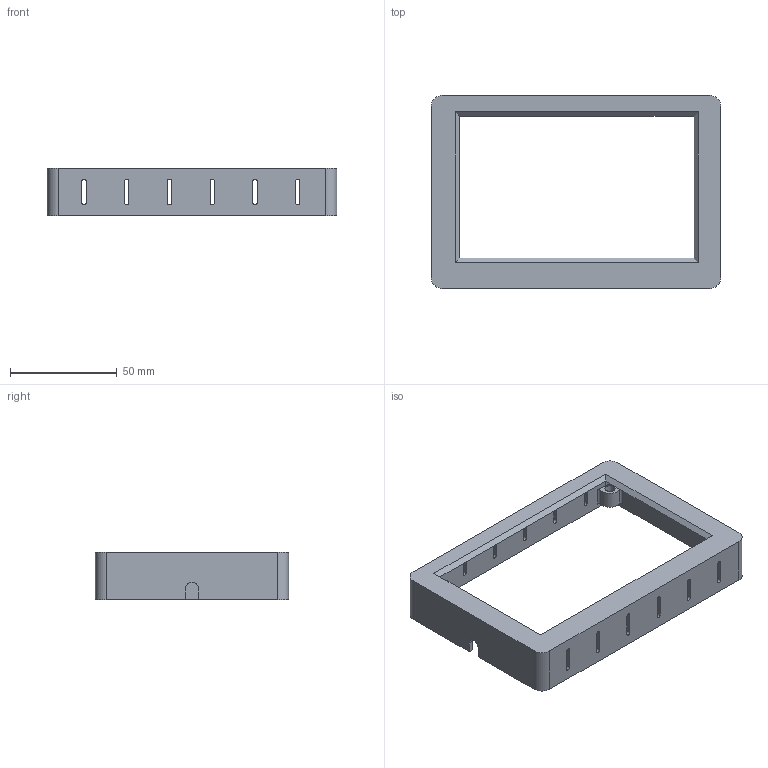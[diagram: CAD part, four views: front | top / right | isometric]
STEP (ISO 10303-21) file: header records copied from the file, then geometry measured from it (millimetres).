
FILE_DESCRIPTION (( 'STEP AP203' ), '1' );
FILE_NAME ('Btt-TFT-Case-TOP.STEP', '2021-09-12T23:37:06', ( '' ), ( '' ), 'SwSTEP 2.0', 'SolidWorks 2019', '' );
FILE_SCHEMA (( 'CONFIG_CONTROL_DESIGN' ));
Length unit declared in the file: millimetre
Products named in the file (1): Btt-TFT-Case-TOP
Bounding box: 135.4 x 90.4 x 22 mm (x, y, z)
Volume: 26941.3 mm3; surface area: 29179.6 mm2
Topology: 1 solids, 1 shells, 108 faces, 318 edges, 212 vertices
Faces by surface type: cylinder 55, plane 49, bspline 4
Entity records: 3817 total; most frequent: CARTESIAN_POINT 707, ORIENTED_EDGE 636, DIRECTION 630, EDGE_CURVE 318, AXIS2_PLACEMENT_3D 215, VERTEX_POINT 212, LINE 200, VECTOR 200
